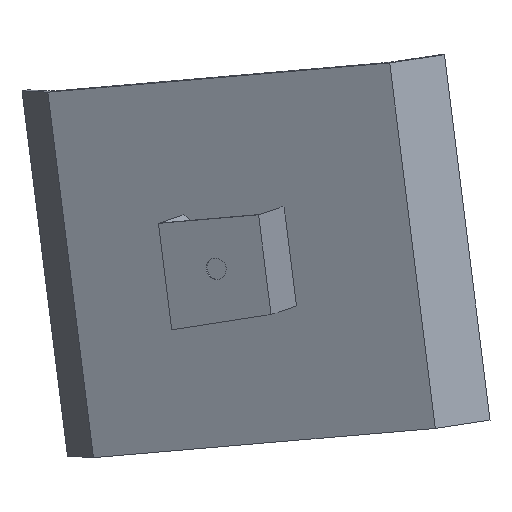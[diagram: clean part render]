
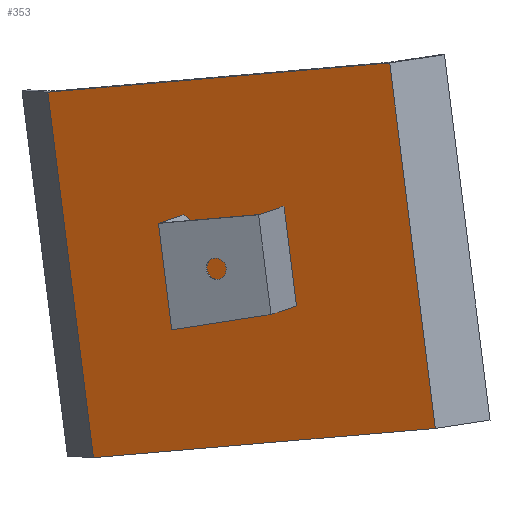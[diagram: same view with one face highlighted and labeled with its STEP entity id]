
A CAD part, isometric view. The second image highlights one B-rep face of the part: STEP entity #353.
In plain terms, the highlighted face is planar.
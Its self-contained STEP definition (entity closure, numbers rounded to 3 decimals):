
#15 = VERTEX_POINT ( 'NONE', #753 ) ;
#21 = EDGE_CURVE ( 'NONE', #543, #15, #659, .T. ) ;
#22 = DIRECTION ( 'NONE',  ( 0., -1., 0. ) ) ;
#30 = EDGE_CURVE ( 'NONE', #218, #69, #554, .T. ) ;
#35 = VERTEX_POINT ( 'NONE', #537 ) ;
#57 = VERTEX_POINT ( 'NONE', #190 ) ;
#59 = VECTOR ( 'NONE', #602, 1000. ) ;
#63 = CARTESIAN_POINT ( 'NONE',  ( -1.092, 170., 3. ) ) ;
#69 = VERTEX_POINT ( 'NONE', #737 ) ;
#70 = FACE_BOUND ( 'NONE', #128, .T. ) ;
#82 = VERTEX_POINT ( 'NONE', #809 ) ;
#88 = CARTESIAN_POINT ( 'NONE',  ( 171.092, 170., 3. ) ) ;
#89 = EDGE_CURVE ( 'NONE', #439, #218, #492, .T. ) ;
#94 = LINE ( 'NONE', #424, #205 ) ;
#96 = VERTEX_POINT ( 'NONE', #399 ) ;
#122 = DIRECTION ( 'NONE',  ( -0.707, 0.707, 0. ) ) ;
#128 = EDGE_LOOP ( 'NONE', ( #642, #787, #428, #365 ) ) ;
#141 = CARTESIAN_POINT ( 'NONE',  ( 62.031, 61.819, 3. ) ) ;
#159 = CARTESIAN_POINT ( 'NONE',  ( 109.501, 108.181, 3. ) ) ;
#161 = DIRECTION ( 'NONE',  ( 1., 0., 0. ) ) ;
#164 = DIRECTION ( 'NONE',  ( 0., -1., 0. ) ) ;
#172 = VECTOR ( 'NONE', #547, 1000. ) ;
#176 = CARTESIAN_POINT ( 'NONE',  ( -1.092, 170., 3. ) ) ;
#190 = CARTESIAN_POINT ( 'NONE',  ( 59.031, 58.623, 3. ) ) ;
#191 = EDGE_CURVE ( 'NONE', #636, #847, #94, .T. ) ;
#203 = LINE ( 'NONE', #597, #313 ) ;
#205 = VECTOR ( 'NONE', #487, 1000. ) ;
#212 = DIRECTION ( 'NONE',  ( 0., 0., -1. ) ) ;
#218 = VERTEX_POINT ( 'NONE', #693 ) ;
#224 = VERTEX_POINT ( 'NONE', #269 ) ;
#228 = CARTESIAN_POINT ( 'NONE',  ( -1.092, 0., 3. ) ) ;
#230 = CARTESIAN_POINT ( 'NONE',  ( 59.031, 58.623, 3. ) ) ;
#240 = DIRECTION ( 'NONE',  ( 0., 1., 0. ) ) ;
#255 = CARTESIAN_POINT ( 'NONE',  ( -1.092, 0., 3. ) ) ;
#266 = DIRECTION ( 'NONE',  ( 1., 0., 0. ) ) ;
#269 = CARTESIAN_POINT ( 'NONE',  ( 109.501, 61.819, 3. ) ) ;
#272 = VECTOR ( 'NONE', #536, 1000. ) ;
#281 = VECTOR ( 'NONE', #22, 1000. ) ;
#291 = ORIENTED_EDGE ( 'NONE', *, *, #315, .F. ) ;
#300 = VECTOR ( 'NONE', #164, 1000. ) ;
#303 = ORIENTED_EDGE ( 'NONE', *, *, #89, .F. ) ;
#313 = VECTOR ( 'NONE', #240, 1000. ) ;
#315 = EDGE_CURVE ( 'NONE', #636, #35, #622, .T. ) ;
#318 = EDGE_LOOP ( 'NONE', ( #766, #738, #291, #662 ) ) ;
#346 = LINE ( 'NONE', #638, #281 ) ;
#353 = ADVANCED_FACE ( 'NONE', ( #70, #694, #782 ), #501, .F. ) ;
#365 = ORIENTED_EDGE ( 'NONE', *, *, #577, .F. ) ;
#370 = CARTESIAN_POINT ( 'NONE',  ( 106.501, 64.635, 3. ) ) ;
#372 = LINE ( 'NONE', #811, #172 ) ;
#387 = VECTOR ( 'NONE', #266, 1000. ) ;
#399 = CARTESIAN_POINT ( 'NONE',  ( 106.501, 64.635, 3. ) ) ;
#405 = EDGE_CURVE ( 'NONE', #69, #57, #346, .T. ) ;
#424 = CARTESIAN_POINT ( 'NONE',  ( -1.092, 170., 3. ) ) ;
#428 = ORIENTED_EDGE ( 'NONE', *, *, #780, .F. ) ;
#439 = VERTEX_POINT ( 'NONE', #141 ) ;
#461 = EDGE_CURVE ( 'NONE', #35, #82, #630, .T. ) ;
#462 = ORIENTED_EDGE ( 'NONE', *, *, #405, .F. ) ;
#471 = CARTESIAN_POINT ( 'NONE',  ( 62.031, 61.819, 3. ) ) ;
#474 = LINE ( 'NONE', #230, #502 ) ;
#487 = DIRECTION ( 'NONE',  ( 0., -1., 0. ) ) ;
#492 = LINE ( 'NONE', #471, #272 ) ;
#501 = PLANE ( 'NONE',  #822 ) ;
#502 = VECTOR ( 'NONE', #714, 1000. ) ;
#536 = DIRECTION ( 'NONE',  ( 0., 1., 0. ) ) ;
#537 = CARTESIAN_POINT ( 'NONE',  ( 171.092, 170., 3. ) ) ;
#540 = LINE ( 'NONE', #370, #300 ) ;
#543 = VERTEX_POINT ( 'NONE', #159 ) ;
#547 = DIRECTION ( 'NONE',  ( 0.729, -0.684, 0. ) ) ;
#554 = LINE ( 'NONE', #807, #801 ) ;
#559 = EDGE_CURVE ( 'NONE', #57, #439, #474, .T. ) ;
#577 = EDGE_CURVE ( 'NONE', #15, #96, #540, .T. ) ;
#578 = VECTOR ( 'NONE', #695, 1000. ) ;
#586 = ORIENTED_EDGE ( 'NONE', *, *, #559, .F. ) ;
#596 = EDGE_CURVE ( 'NONE', #847, #82, #823, .T. ) ;
#597 = CARTESIAN_POINT ( 'NONE',  ( 109.501, 61.819, 3. ) ) ;
#602 = DIRECTION ( 'NONE',  ( -0.707, -0.707, 0. ) ) ;
#622 = LINE ( 'NONE', #63, #387 ) ;
#630 = LINE ( 'NONE', #88, #578 ) ;
#636 = VERTEX_POINT ( 'NONE', #176 ) ;
#638 = CARTESIAN_POINT ( 'NONE',  ( 59.031, 58.623, 3. ) ) ;
#642 = ORIENTED_EDGE ( 'NONE', *, *, #21, .F. ) ;
#645 = EDGE_CURVE ( 'NONE', #224, #543, #203, .T. ) ;
#652 = EDGE_LOOP ( 'NONE', ( #586, #462, #674, #303 ) ) ;
#659 = LINE ( 'NONE', #873, #59 ) ;
#662 = ORIENTED_EDGE ( 'NONE', *, *, #191, .T. ) ;
#674 = ORIENTED_EDGE ( 'NONE', *, *, #30, .F. ) ;
#693 = CARTESIAN_POINT ( 'NONE',  ( 62.031, 105.181, 3. ) ) ;
#694 = FACE_OUTER_BOUND ( 'NONE', #318, .T. ) ;
#695 = DIRECTION ( 'NONE',  ( 0., -1., 0. ) ) ;
#696 = VECTOR ( 'NONE', #161, 1000. ) ;
#702 = CARTESIAN_POINT ( 'NONE',  ( -1.092, 170., 3. ) ) ;
#714 = DIRECTION ( 'NONE',  ( 0.684, 0.729, 0. ) ) ;
#737 = CARTESIAN_POINT ( 'NONE',  ( 59.031, 108.181, 3. ) ) ;
#738 = ORIENTED_EDGE ( 'NONE', *, *, #461, .F. ) ;
#753 = CARTESIAN_POINT ( 'NONE',  ( 106.501, 105.181, 3. ) ) ;
#766 = ORIENTED_EDGE ( 'NONE', *, *, #596, .T. ) ;
#780 = EDGE_CURVE ( 'NONE', #96, #224, #372, .T. ) ;
#782 = FACE_BOUND ( 'NONE', #652, .T. ) ;
#787 = ORIENTED_EDGE ( 'NONE', *, *, #645, .F. ) ;
#801 = VECTOR ( 'NONE', #122, 1000. ) ;
#807 = CARTESIAN_POINT ( 'NONE',  ( 59.031, 108.181, 3. ) ) ;
#809 = CARTESIAN_POINT ( 'NONE',  ( 171.092, 0., 3. ) ) ;
#811 = CARTESIAN_POINT ( 'NONE',  ( 106.501, 64.635, 3. ) ) ;
#822 = AXIS2_PLACEMENT_3D ( 'NONE', #702, #212, #839 ) ;
#823 = LINE ( 'NONE', #228, #696 ) ;
#839 = DIRECTION ( 'NONE',  ( -1., 0., 0. ) ) ;
#847 = VERTEX_POINT ( 'NONE', #255 ) ;
#873 = CARTESIAN_POINT ( 'NONE',  ( 106.501, 105.181, 3. ) ) ;
